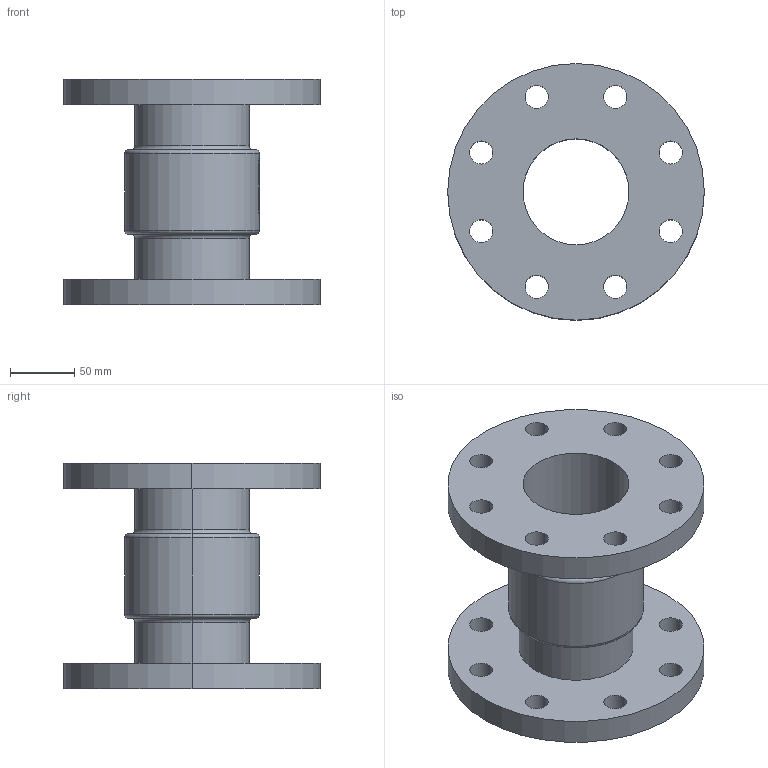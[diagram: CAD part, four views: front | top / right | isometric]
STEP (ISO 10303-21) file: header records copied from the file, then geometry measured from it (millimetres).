
FILE_DESCRIPTION (( 'STEP AP214' ), '1' );
FILE_NAME ('7120000_DN080_PN10_51420237.STEP', '2022-02-17T08:26:13', ( 'axxx' ), ( 'Hewlett-Packard Company' ), 'SwSTEP 2.0', 'SolidWorks 2019', '' );
FILE_SCHEMA (( 'AUTOMOTIVE_DESIGN' ));
Length unit declared in the file: millimetre
Products named in the file (1): 7120000_DN080_PN10_51420237
Bounding box: 200 x 200 x 176 mm (x, y, z)
Volume: 1240747.5 mm3; surface area: 230484.8 mm2
Topology: 1 solids, 1 shells, 541 faces, 1408 edges, 936 vertices
Faces by surface type: plane 237, bspline 231, cylinder 65, torus 8
Entity records: 29900 total; most frequent: CARTESIAN_POINT 18065, ORIENTED_EDGE 2816, DIRECTION 1690, EDGE_CURVE 1408, VERTEX_POINT 936, VECTOR 740, LINE 740, EDGE_LOOP 642
